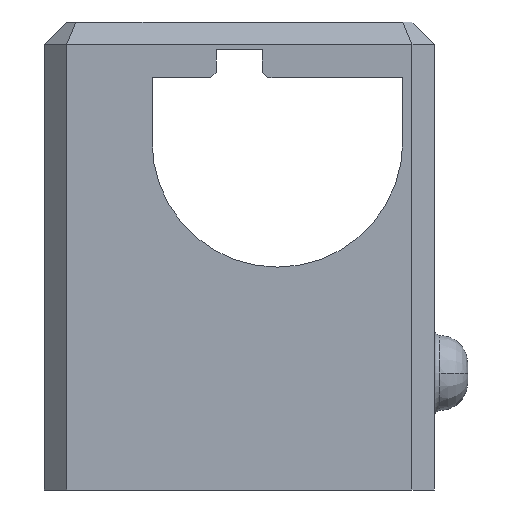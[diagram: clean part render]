
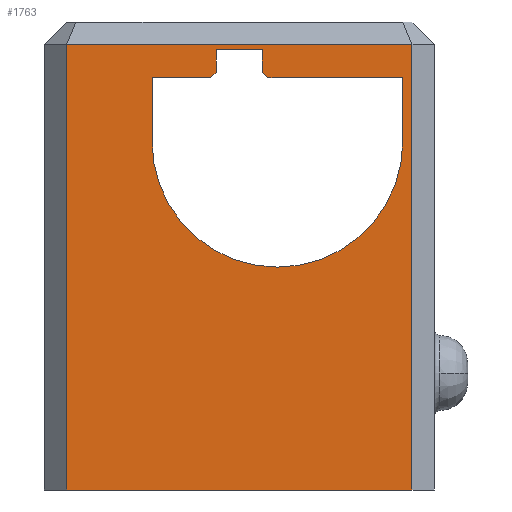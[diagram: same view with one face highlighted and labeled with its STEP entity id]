
A CAD part, left-side view. The second image highlights one B-rep face of the part: STEP entity #1763.
In plain terms, the highlighted planar face has unit normal (-1, 0, 0).
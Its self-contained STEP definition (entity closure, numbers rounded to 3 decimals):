
#34=FACE_BOUND('',#708,.T.);
#56=LINE('',#2598,#260);
#73=LINE('',#2786,#277);
#91=LINE('',#2822,#295);
#98=LINE('',#2836,#302);
#102=LINE('',#3001,#306);
#106=LINE('',#3008,#310);
#133=LINE('',#3373,#337);
#140=LINE('',#3404,#344);
#170=LINE('',#3467,#374);
#191=LINE('',#3511,#395);
#219=LINE('',#3569,#423);
#220=LINE('',#3570,#424);
#221=LINE('',#3571,#425);
#260=VECTOR('',#2024,1.);
#277=VECTOR('',#2047,1.);
#295=VECTOR('',#2073,1.);
#302=VECTOR('',#2084,1.);
#306=VECTOR('',#2096,1.);
#310=VECTOR('',#2102,1.);
#337=VECTOR('',#2157,1.);
#344=VECTOR('',#2188,1.);
#374=VECTOR('',#2248,1.);
#395=VECTOR('',#2287,1.);
#423=VECTOR('',#2339,1.);
#424=VECTOR('',#2340,1.);
#425=VECTOR('',#2341,1.);
#512=PLANE('',#1907);
#606=FACE_OUTER_BOUND('',#707,.T.);
#707=EDGE_LOOP('',(#1599,#1600,#1601,#1602));
#708=EDGE_LOOP('',(#1603,#1604,#1605,#1606,#1607,#1608,#1609,#1610,#1611,
#1612));
#765=CIRCLE('',#1885,11.25);
#807=VERTEX_POINT('',#2596);
#808=VERTEX_POINT('',#2597);
#822=VERTEX_POINT('',#2785);
#836=VERTEX_POINT('',#2820);
#839=VERTEX_POINT('',#2830);
#841=VERTEX_POINT('',#2834);
#844=VERTEX_POINT('',#3000);
#846=VERTEX_POINT('',#3006);
#874=VERTEX_POINT('',#3402);
#892=VERTEX_POINT('',#3462);
#905=VERTEX_POINT('',#3508);
#906=VERTEX_POINT('',#3510);
#923=VERTEX_POINT('',#3567);
#924=VERTEX_POINT('',#3568);
#977=EDGE_CURVE('',#807,#808,#56,.T.);
#995=EDGE_CURVE('',#808,#822,#73,.F.);
#1014=EDGE_CURVE('',#836,#807,#91,.T.);
#1021=EDGE_CURVE('',#841,#839,#98,.F.);
#1027=EDGE_CURVE('',#839,#844,#102,.F.);
#1031=EDGE_CURVE('',#846,#841,#106,.F.);
#1062=EDGE_CURVE('',#844,#836,#133,.F.);
#1077=EDGE_CURVE('',#874,#846,#140,.F.);
#1107=EDGE_CURVE('',#892,#874,#765,.T.);
#1109=EDGE_CURVE('',#822,#892,#170,.F.);
#1132=EDGE_CURVE('',#906,#905,#191,.T.);
#1160=EDGE_CURVE('',#923,#924,#219,.T.);
#1161=EDGE_CURVE('',#923,#906,#220,.T.);
#1162=EDGE_CURVE('',#924,#905,#221,.T.);
#1599=ORIENTED_EDGE('',*,*,#1160,.F.);
#1600=ORIENTED_EDGE('',*,*,#1161,.T.);
#1601=ORIENTED_EDGE('',*,*,#1132,.T.);
#1602=ORIENTED_EDGE('',*,*,#1162,.F.);
#1603=ORIENTED_EDGE('',*,*,#977,.F.);
#1604=ORIENTED_EDGE('',*,*,#1014,.F.);
#1605=ORIENTED_EDGE('',*,*,#1062,.F.);
#1606=ORIENTED_EDGE('',*,*,#1027,.F.);
#1607=ORIENTED_EDGE('',*,*,#1021,.F.);
#1608=ORIENTED_EDGE('',*,*,#1031,.F.);
#1609=ORIENTED_EDGE('',*,*,#1077,.F.);
#1610=ORIENTED_EDGE('',*,*,#1107,.F.);
#1611=ORIENTED_EDGE('',*,*,#1109,.F.);
#1612=ORIENTED_EDGE('',*,*,#995,.F.);
#1763=ADVANCED_FACE('',(#606,#34),#512,.F.);
#1885=AXIS2_PLACEMENT_3D('',#3464,#2243,#2244);
#1907=AXIS2_PLACEMENT_3D('',#3566,#2337,#2338);
#2024=DIRECTION('',(0.,0.707,-0.707));
#2047=DIRECTION('',(0.,-1.,0.));
#2073=DIRECTION('',(0.,0.,-1.));
#2084=DIRECTION('',(0.,-0.707,-0.707));
#2096=DIRECTION('',(0.,0.,-1.));
#2102=DIRECTION('',(0.,-1.,0.));
#2157=DIRECTION('',(0.,-1.,0.));
#2188=DIRECTION('',(0.,0.,-1.));
#2243=DIRECTION('center_axis',(-1.,0.,0.));
#2244=DIRECTION('ref_axis',(0.,1.,0.));
#2248=DIRECTION('',(0.,0.,1.));
#2287=DIRECTION('',(0.,-1.,0.));
#2337=DIRECTION('center_axis',(1.,0.,0.));
#2338=DIRECTION('ref_axis',(0.,-1.,0.));
#2339=DIRECTION('',(0.,-1.,0.));
#2340=DIRECTION('',(0.,0.,-1.));
#2341=DIRECTION('',(0.,0.,-1.));
#2596=CARTESIAN_POINT('',(17.,2.075,-44.5));
#2597=CARTESIAN_POINT('',(17.,2.575,-45.));
#2598=CARTESIAN_POINT('',(17.,2.325,-44.75));
#2785=CARTESIAN_POINT('',(17.,7.828,-45.));
#2786=CARTESIAN_POINT('',(17.,5.202,-45.));
#2820=CARTESIAN_POINT('',(17.,2.075,-42.5));
#2822=CARTESIAN_POINT('',(17.,2.075,-43.5));
#2830=CARTESIAN_POINT('',(17.,-2.075,-44.5));
#2834=CARTESIAN_POINT('',(17.,-2.575,-45.));
#2836=CARTESIAN_POINT('',(17.,-2.325,-44.75));
#3000=CARTESIAN_POINT('',(17.,-2.075,-42.5));
#3001=CARTESIAN_POINT('',(17.,-2.075,-43.5));
#3006=CARTESIAN_POINT('',(17.,-14.672,-45.));
#3008=CARTESIAN_POINT('',(17.,-8.623,-45.));
#3373=CARTESIAN_POINT('',(17.,0.,-42.5));
#3402=CARTESIAN_POINT('',(17.,-14.672,-50.75));
#3404=CARTESIAN_POINT('',(17.,-14.672,-47.875));
#3462=CARTESIAN_POINT('',(17.,7.828,-50.75));
#3464=CARTESIAN_POINT('Origin',(17.,-3.422,-50.75));
#3467=CARTESIAN_POINT('',(17.,7.828,-47.875));
#3508=CARTESIAN_POINT('',(17.,-15.5,-82.));
#3510=CARTESIAN_POINT('',(17.,15.5,-82.));
#3511=CARTESIAN_POINT('',(17.,0.,-82.));
#3566=CARTESIAN_POINT('Origin',(17.,15.5,-40.));
#3567=CARTESIAN_POINT('',(17.,15.5,-42.));
#3568=CARTESIAN_POINT('',(17.,-15.5,-42.));
#3569=CARTESIAN_POINT('',(17.,0.,-42.));
#3570=CARTESIAN_POINT('',(17.,15.5,-62.));
#3571=CARTESIAN_POINT('',(17.,-15.5,-62.));
